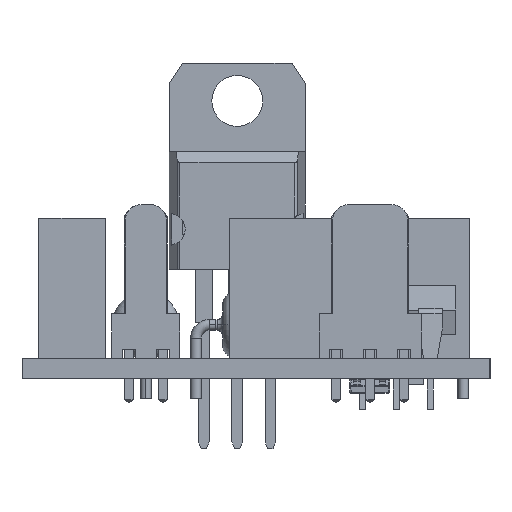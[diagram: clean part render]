
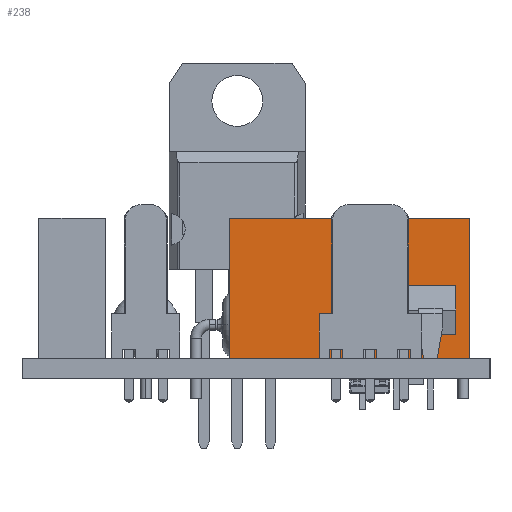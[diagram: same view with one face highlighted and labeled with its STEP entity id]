
A CAD part, left-side view. The second image highlights one B-rep face of the part: STEP entity #238.
In plain terms, the highlighted planar face has unit normal (-1, 0, 0).
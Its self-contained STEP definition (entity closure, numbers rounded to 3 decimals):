
#213 = VERTEX_POINT('',#214);
#214 = CARTESIAN_POINT('',(78.75,76.5,10.5));
#220 = EDGE_CURVE('',#221,#213,#223,.T.);
#221 = VERTEX_POINT('',#222);
#222 = CARTESIAN_POINT('',(78.75,76.5,0.));
#223 = LINE('',#224,#225);
#224 = CARTESIAN_POINT('',(78.75,76.5,0.));
#225 = VECTOR('',#226,1.);
#226 = DIRECTION('',(0.,0.,1.));
#238 = ADVANCED_FACE('',(#239),#264,.T.);
#239 = FACE_BOUND('',#240,.T.);
#240 = EDGE_LOOP('',(#241,#242,#250,#258));
#241 = ORIENTED_EDGE('',*,*,#220,.T.);
#242 = ORIENTED_EDGE('',*,*,#243,.T.);
#243 = EDGE_CURVE('',#213,#244,#246,.T.);
#244 = VERTEX_POINT('',#245);
#245 = CARTESIAN_POINT('',(78.75,94.5,10.5));
#246 = LINE('',#247,#248);
#247 = CARTESIAN_POINT('',(78.75,76.5,10.5));
#248 = VECTOR('',#249,1.);
#249 = DIRECTION('',(0.,1.,0.));
#250 = ORIENTED_EDGE('',*,*,#251,.F.);
#251 = EDGE_CURVE('',#252,#244,#254,.T.);
#252 = VERTEX_POINT('',#253);
#253 = CARTESIAN_POINT('',(78.75,94.5,0.));
#254 = LINE('',#255,#256);
#255 = CARTESIAN_POINT('',(78.75,94.5,0.));
#256 = VECTOR('',#257,1.);
#257 = DIRECTION('',(0.,0.,1.));
#258 = ORIENTED_EDGE('',*,*,#259,.F.);
#259 = EDGE_CURVE('',#221,#252,#260,.T.);
#260 = LINE('',#261,#262);
#261 = CARTESIAN_POINT('',(78.75,76.5,0.));
#262 = VECTOR('',#263,1.);
#263 = DIRECTION('',(0.,1.,0.));
#264 = PLANE('',#265);
#265 = AXIS2_PLACEMENT_3D('',#266,#267,#268);
#266 = CARTESIAN_POINT('',(78.75,76.5,0.));
#267 = DIRECTION('',(-1.,0.,0.));
#268 = DIRECTION('',(0.,1.,0.));
